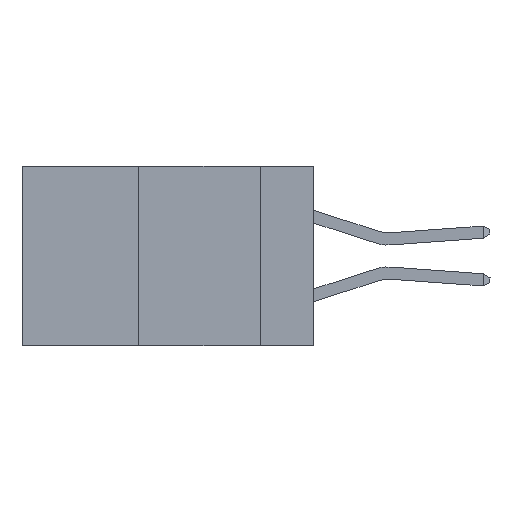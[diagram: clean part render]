
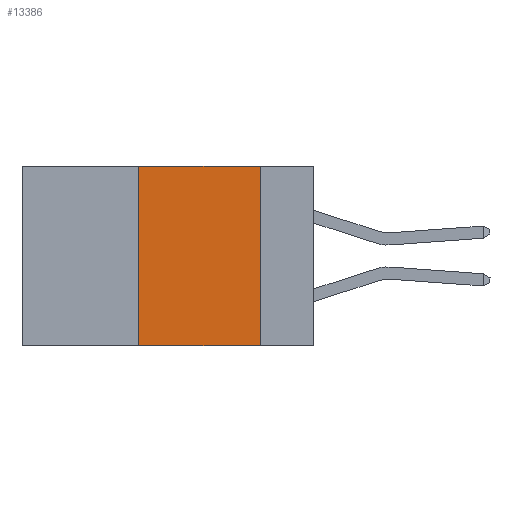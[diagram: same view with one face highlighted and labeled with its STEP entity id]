
A CAD part, left-side view. The second image highlights one B-rep face of the part: STEP entity #13386.
In plain terms, the highlighted planar face has unit normal (-1, 0, 0).
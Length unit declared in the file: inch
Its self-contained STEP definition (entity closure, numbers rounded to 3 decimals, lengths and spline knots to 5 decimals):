
#207 = EDGE_CURVE ( 'NONE', #16202, #24638, #1782, .T. ) ;
#214 = EDGE_CURVE ( 'NONE', #16202, #1737, #9379, .T. ) ;
#1737 = VERTEX_POINT ( 'NONE', #15020 ) ;
#1782 = LINE ( 'NONE', #23021, #12939 ) ;
#1929 = LINE ( 'NONE', #26675, #22391 ) ;
#2442 = ORIENTED_EDGE ( 'NONE', *, *, #4113, .F. ) ;
#3548 = DIRECTION ( 'NONE',  ( 0., 0., -1. ) ) ;
#4113 = EDGE_CURVE ( 'NONE', #19928, #24638, #1929, .T. ) ;
#4929 = LINE ( 'NONE', #9787, #17786 ) ;
#5038 = AXIS2_PLACEMENT_3D ( 'NONE', #14215, #26789, #3548 ) ;
#5422 = CARTESIAN_POINT ( 'NONE',  ( 0., 0.11, 0. ) ) ;
#5591 = DIRECTION ( 'NONE',  ( 0., -1., 0. ) ) ;
#9379 = LINE ( 'NONE', #10057, #19206 ) ;
#9787 = CARTESIAN_POINT ( 'NONE',  ( 0., 0.6, 0. ) ) ;
#10057 = CARTESIAN_POINT ( 'NONE',  ( 0., 0.36, 0. ) ) ;
#10645 = ORIENTED_EDGE ( 'NONE', *, *, #18021, .F. ) ;
#12096 = PLANE ( 'NONE',  #5038 ) ;
#12124 = DIRECTION ( 'NONE',  ( 0., -1., 0. ) ) ;
#12345 = ORIENTED_EDGE ( 'NONE', *, *, #207, .T. ) ;
#12730 = CARTESIAN_POINT ( 'NONE',  ( 0., 0.36, -0.37 ) ) ;
#12939 = VECTOR ( 'NONE', #12124, 39.37008 ) ;
#13386 = ADVANCED_FACE ( 'NONE', ( #17084 ), #12096, .F. ) ;
#14215 = CARTESIAN_POINT ( 'NONE',  ( 0., 0.6, 0. ) ) ;
#14943 = CARTESIAN_POINT ( 'NONE',  ( 0., 0.11, -0.37 ) ) ;
#15020 = CARTESIAN_POINT ( 'NONE',  ( 0., 0.36, 0. ) ) ;
#16053 = ORIENTED_EDGE ( 'NONE', *, *, #214, .F. ) ;
#16202 = VERTEX_POINT ( 'NONE', #12730 ) ;
#17084 = FACE_OUTER_BOUND ( 'NONE', #20242, .T. ) ;
#17786 = VECTOR ( 'NONE', #5591, 39.37008 ) ;
#18021 = EDGE_CURVE ( 'NONE', #1737, #19928, #4929, .T. ) ;
#19206 = VECTOR ( 'NONE', #26931, 39.37008 ) ;
#19928 = VERTEX_POINT ( 'NONE', #5422 ) ;
#20242 = EDGE_LOOP ( 'NONE', ( #2442, #10645, #16053, #12345 ) ) ;
#22267 = DIRECTION ( 'NONE',  ( 0., 0., -1. ) ) ;
#22391 = VECTOR ( 'NONE', #22267, 39.37008 ) ;
#23021 = CARTESIAN_POINT ( 'NONE',  ( 0., 0.6, -0.37 ) ) ;
#24638 = VERTEX_POINT ( 'NONE', #14943 ) ;
#26675 = CARTESIAN_POINT ( 'NONE',  ( 0., 0.11, 0. ) ) ;
#26789 = DIRECTION ( 'NONE',  ( 1., 0., 0. ) ) ;
#26931 = DIRECTION ( 'NONE',  ( 0., 0., 1. ) ) ;
